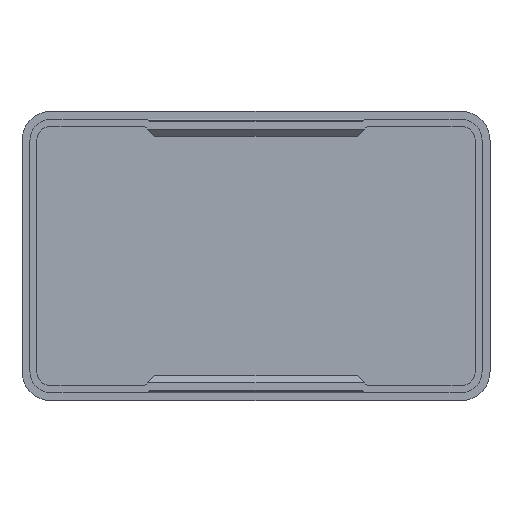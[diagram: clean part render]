
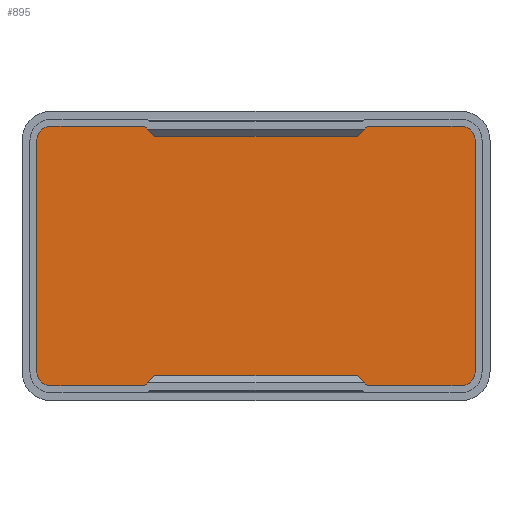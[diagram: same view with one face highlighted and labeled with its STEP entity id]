
A CAD part, front view. The second image highlights one B-rep face of the part: STEP entity #895.
In plain terms, the highlighted planar face has unit normal (0, -1, 0).
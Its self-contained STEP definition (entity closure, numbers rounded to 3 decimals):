
#33=FACE_OUTER_BOUND('',#83,.T.);
#83=EDGE_LOOP('',(#593,#594,#595,#596,#597,#598,#599,#600,#601,#602,#603,
#604,#605,#606,#607,#608));
#135=CIRCLE('',#960,3.9);
#136=CIRCLE('',#961,3.9);
#137=CIRCLE('',#962,3.9);
#138=CIRCLE('',#963,3.9);
#167=LINE('',#1313,#269);
#168=LINE('',#1317,#270);
#169=LINE('',#1319,#271);
#170=LINE('',#1321,#272);
#171=LINE('',#1323,#273);
#172=LINE('',#1325,#274);
#173=LINE('',#1329,#275);
#174=LINE('',#1333,#276);
#175=LINE('',#1335,#277);
#176=LINE('',#1337,#278);
#177=LINE('',#1339,#279);
#178=LINE('',#1341,#280);
#269=VECTOR('',#1045,10.);
#270=VECTOR('',#1048,10.);
#271=VECTOR('',#1049,10.);
#272=VECTOR('',#1050,10.);
#273=VECTOR('',#1051,10.);
#274=VECTOR('',#1052,10.);
#275=VECTOR('',#1055,10.);
#276=VECTOR('',#1058,10.);
#277=VECTOR('',#1059,10.);
#278=VECTOR('',#1060,10.);
#279=VECTOR('',#1061,10.);
#280=VECTOR('',#1062,10.);
#371=VERTEX_POINT('',#1311);
#372=VERTEX_POINT('',#1312);
#373=VERTEX_POINT('',#1314);
#374=VERTEX_POINT('',#1316);
#375=VERTEX_POINT('',#1318);
#376=VERTEX_POINT('',#1320);
#377=VERTEX_POINT('',#1322);
#378=VERTEX_POINT('',#1324);
#379=VERTEX_POINT('',#1326);
#380=VERTEX_POINT('',#1328);
#381=VERTEX_POINT('',#1330);
#382=VERTEX_POINT('',#1332);
#383=VERTEX_POINT('',#1334);
#384=VERTEX_POINT('',#1336);
#385=VERTEX_POINT('',#1338);
#386=VERTEX_POINT('',#1340);
#459=EDGE_CURVE('',#371,#372,#167,.T.);
#460=EDGE_CURVE('',#372,#373,#135,.T.);
#461=EDGE_CURVE('',#373,#374,#168,.T.);
#462=EDGE_CURVE('',#374,#375,#169,.T.);
#463=EDGE_CURVE('',#375,#376,#170,.T.);
#464=EDGE_CURVE('',#376,#377,#171,.T.);
#465=EDGE_CURVE('',#377,#378,#172,.T.);
#466=EDGE_CURVE('',#378,#379,#136,.T.);
#467=EDGE_CURVE('',#379,#380,#173,.T.);
#468=EDGE_CURVE('',#380,#381,#137,.T.);
#469=EDGE_CURVE('',#381,#382,#174,.T.);
#470=EDGE_CURVE('',#382,#383,#175,.T.);
#471=EDGE_CURVE('',#383,#384,#176,.T.);
#472=EDGE_CURVE('',#384,#385,#177,.T.);
#473=EDGE_CURVE('',#385,#386,#178,.T.);
#474=EDGE_CURVE('',#386,#371,#138,.T.);
#593=ORIENTED_EDGE('',*,*,#459,.T.);
#594=ORIENTED_EDGE('',*,*,#460,.T.);
#595=ORIENTED_EDGE('',*,*,#461,.T.);
#596=ORIENTED_EDGE('',*,*,#462,.T.);
#597=ORIENTED_EDGE('',*,*,#463,.T.);
#598=ORIENTED_EDGE('',*,*,#464,.T.);
#599=ORIENTED_EDGE('',*,*,#465,.T.);
#600=ORIENTED_EDGE('',*,*,#466,.T.);
#601=ORIENTED_EDGE('',*,*,#467,.T.);
#602=ORIENTED_EDGE('',*,*,#468,.T.);
#603=ORIENTED_EDGE('',*,*,#469,.T.);
#604=ORIENTED_EDGE('',*,*,#470,.T.);
#605=ORIENTED_EDGE('',*,*,#471,.T.);
#606=ORIENTED_EDGE('',*,*,#472,.T.);
#607=ORIENTED_EDGE('',*,*,#473,.T.);
#608=ORIENTED_EDGE('',*,*,#474,.T.);
#861=PLANE('',#959);
#895=ADVANCED_FACE('',(#33),#861,.F.);
#959=AXIS2_PLACEMENT_3D('',#1310,#1043,#1044);
#960=AXIS2_PLACEMENT_3D('',#1315,#1046,#1047);
#961=AXIS2_PLACEMENT_3D('',#1327,#1053,#1054);
#962=AXIS2_PLACEMENT_3D('',#1331,#1056,#1057);
#963=AXIS2_PLACEMENT_3D('',#1342,#1063,#1064);
#1043=DIRECTION('center_axis',(0.,1.,0.));
#1044=DIRECTION('ref_axis',(1.,0.,0.));
#1045=DIRECTION('',(0.,0.,1.));
#1046=DIRECTION('center_axis',(0.,-1.,0.));
#1047=DIRECTION('ref_axis',(1.,0.,0.));
#1048=DIRECTION('',(-1.,0.,0.));
#1049=DIRECTION('',(-0.707,0.,-0.707));
#1050=DIRECTION('',(-1.,0.,0.));
#1051=DIRECTION('',(-0.707,0.,0.707));
#1052=DIRECTION('',(-1.,0.,0.));
#1053=DIRECTION('center_axis',(0.,-1.,0.));
#1054=DIRECTION('ref_axis',(0.,0.,1.));
#1055=DIRECTION('',(0.,0.,-1.));
#1056=DIRECTION('center_axis',(0.,-1.,0.));
#1057=DIRECTION('ref_axis',(-1.,0.,0.));
#1058=DIRECTION('',(1.,0.,0.));
#1059=DIRECTION('',(0.707,0.,0.707));
#1060=DIRECTION('',(1.,0.,0.));
#1061=DIRECTION('',(0.707,0.,-0.707));
#1062=DIRECTION('',(1.,0.,0.));
#1063=DIRECTION('center_axis',(0.,-1.,0.));
#1064=DIRECTION('ref_axis',(0.,0.,-1.));
#1310=CARTESIAN_POINT('Origin',(64.72,30.1,40.));
#1311=CARTESIAN_POINT('',(125.34,30.1,8.));
#1312=CARTESIAN_POINT('',(125.34,30.1,72.));
#1313=CARTESIAN_POINT('',(125.34,30.1,24.));
#1314=CARTESIAN_POINT('',(121.44,30.1,75.9));
#1315=CARTESIAN_POINT('Origin',(121.44,30.1,72.));
#1316=CARTESIAN_POINT('',(95.507,30.1,75.9));
#1317=CARTESIAN_POINT('',(93.08,30.1,75.9));
#1318=CARTESIAN_POINT('',(94.82,30.1,75.213));
#1319=CARTESIAN_POINT('',(79.114,30.1,59.506));
#1320=CARTESIAN_POINT('',(34.62,30.1,75.213));
#1321=CARTESIAN_POINT('',(49.72,30.1,75.213));
#1322=CARTESIAN_POINT('',(33.933,30.1,75.9));
#1323=CARTESIAN_POINT('',(50.326,30.1,59.506));
#1324=CARTESIAN_POINT('',(8.,30.1,75.9));
#1325=CARTESIAN_POINT('',(93.08,30.1,75.9));
#1326=CARTESIAN_POINT('',(4.1,30.1,72.));
#1327=CARTESIAN_POINT('Origin',(8.,30.1,72.));
#1328=CARTESIAN_POINT('',(4.1,30.1,8.));
#1329=CARTESIAN_POINT('',(4.1,30.1,56.));
#1330=CARTESIAN_POINT('',(8.,30.1,4.1));
#1331=CARTESIAN_POINT('Origin',(8.,30.1,8.));
#1332=CARTESIAN_POINT('',(33.933,30.1,4.1));
#1333=CARTESIAN_POINT('',(36.36,30.1,4.1));
#1334=CARTESIAN_POINT('',(34.62,30.1,4.787));
#1335=CARTESIAN_POINT('',(50.326,30.1,20.494));
#1336=CARTESIAN_POINT('',(94.82,30.1,4.787));
#1337=CARTESIAN_POINT('',(49.72,30.1,4.787));
#1338=CARTESIAN_POINT('',(95.507,30.1,4.1));
#1339=CARTESIAN_POINT('',(79.114,30.1,20.494));
#1340=CARTESIAN_POINT('',(121.44,30.1,4.1));
#1341=CARTESIAN_POINT('',(36.36,30.1,4.1));
#1342=CARTESIAN_POINT('Origin',(121.44,30.1,8.));
